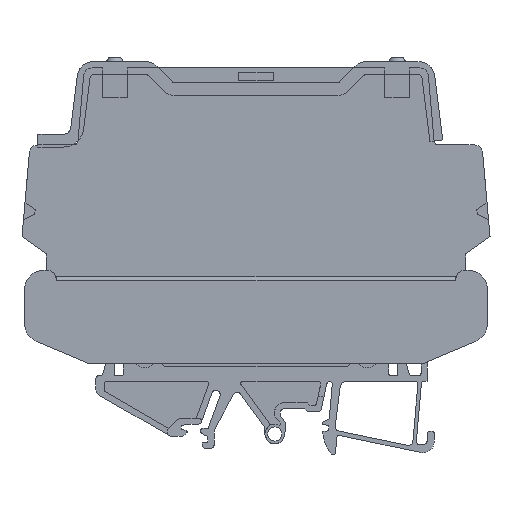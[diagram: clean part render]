
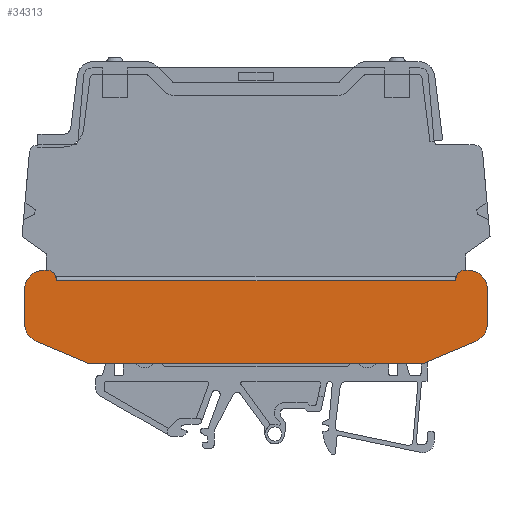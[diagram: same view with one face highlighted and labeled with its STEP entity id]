
A CAD part, left-side view. The second image highlights one B-rep face of the part: STEP entity #34313.
In plain terms, the highlighted planar face has unit normal (-1, 0, 0).
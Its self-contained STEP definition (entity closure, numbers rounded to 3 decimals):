
#33681=AXIS2_PLACEMENT_3D('Circle Axis2P3D',#33679,#33680,$) ;
#33985=AXIS2_PLACEMENT_3D('Circle Axis2P3D',#33983,#33984,$) ;
#34224=AXIS2_PLACEMENT_3D('Plane Axis2P3D',#34221,#34222,#34223) ;
#34228=AXIS2_PLACEMENT_3D('Circle Axis2P3D',#34226,#34227,$) ;
#34242=AXIS2_PLACEMENT_3D('Circle Axis2P3D',#34240,#34241,$) ;
#34277=AXIS2_PLACEMENT_3D('Circle Axis2P3D',#34275,#34276,$) ;
#34291=AXIS2_PLACEMENT_3D('Circle Axis2P3D',#34289,#34290,$) ;
#33640=CARTESIAN_POINT('Line Origine',(0.,99.257,23.884)) ;
#33644=CARTESIAN_POINT('Vertex',(0.,105.458,26.517)) ;
#33646=CARTESIAN_POINT('Vertex',(0.,93.055,21.252)) ;
#33676=CARTESIAN_POINT('Vertex',(0.,108.2,30.659)) ;
#33679=CARTESIAN_POINT('Axis2P3D Location',(0.,103.7,30.659)) ;
#33703=CARTESIAN_POINT('Vertex',(0.,108.2,38.652)) ;
#33718=CARTESIAN_POINT('Line Origine',(0.,108.2,34.656)) ;
#33939=CARTESIAN_POINT('Vertex',(0.,0.,38.652)) ;
#33944=CARTESIAN_POINT('Line Origine',(0.,0.,34.656)) ;
#33948=CARTESIAN_POINT('Vertex',(0.,0.,30.659)) ;
#33980=CARTESIAN_POINT('Vertex',(0.,2.742,26.517)) ;
#33983=CARTESIAN_POINT('Axis2P3D Location',(0.,4.5,30.659)) ;
#34005=CARTESIAN_POINT('Vertex',(0.,15.145,21.252)) ;
#34008=CARTESIAN_POINT('Line Origine',(0.,8.943,23.884)) ;
#34026=CARTESIAN_POINT('Line Origine',(0.,54.1,21.252)) ;
#34221=CARTESIAN_POINT('Axis2P3D Location',(0.,54.1,21.252)) ;
#34226=CARTESIAN_POINT('Axis2P3D Location',(0.,4.5,38.652)) ;
#34230=CARTESIAN_POINT('Vertex',(0.,4.5,43.152)) ;
#34233=CARTESIAN_POINT('Line Origine',(0.,4.925,43.152)) ;
#34237=CARTESIAN_POINT('Vertex',(0.,5.35,43.152)) ;
#34240=CARTESIAN_POINT('Axis2P3D Location',(0.,5.35,41.152)) ;
#34244=CARTESIAN_POINT('Vertex',(0.,7.35,41.152)) ;
#34247=CARTESIAN_POINT('Line Origine',(0.,7.35,40.902)) ;
#34251=CARTESIAN_POINT('Vertex',(0.,7.35,40.652)) ;
#34254=CARTESIAN_POINT('Line Origine',(0.,30.725,40.652)) ;
#34258=CARTESIAN_POINT('Vertex',(0.,54.1,40.652)) ;
#34261=CARTESIAN_POINT('Line Origine',(0.,77.475,40.652)) ;
#34265=CARTESIAN_POINT('Vertex',(0.,100.85,40.652)) ;
#34268=CARTESIAN_POINT('Line Origine',(0.,100.85,40.902)) ;
#34272=CARTESIAN_POINT('Vertex',(0.,100.85,41.152)) ;
#34275=CARTESIAN_POINT('Axis2P3D Location',(0.,102.85,41.152)) ;
#34279=CARTESIAN_POINT('Vertex',(0.,102.85,43.152)) ;
#34282=CARTESIAN_POINT('Line Origine',(0.,103.275,43.152)) ;
#34286=CARTESIAN_POINT('Vertex',(0.,103.7,43.152)) ;
#34289=CARTESIAN_POINT('Axis2P3D Location',(0.,103.7,38.652)) ;
#33641=DIRECTION('Vector Direction',(0.,-0.921,-0.391)) ;
#33680=DIRECTION('Axis2P3D Direction',(1.,0.,0.)) ;
#33719=DIRECTION('Vector Direction',(0.,0.,1.)) ;
#33945=DIRECTION('Vector Direction',(0.,0.,1.)) ;
#33984=DIRECTION('Axis2P3D Direction',(1.,0.,0.)) ;
#34009=DIRECTION('Vector Direction',(0.,0.921,-0.391)) ;
#34027=DIRECTION('Vector Direction',(0.,1.,0.)) ;
#34222=DIRECTION('Axis2P3D Direction',(1.,0.,0.)) ;
#34223=DIRECTION('Axis2P3D XDirection',(0.,1.,0.)) ;
#34227=DIRECTION('Axis2P3D Direction',(1.,0.,0.)) ;
#34234=DIRECTION('Vector Direction',(0.,-1.,0.)) ;
#34241=DIRECTION('Axis2P3D Direction',(1.,0.,0.)) ;
#34248=DIRECTION('Vector Direction',(0.,0.,1.)) ;
#34255=DIRECTION('Vector Direction',(0.,-1.,0.)) ;
#34262=DIRECTION('Vector Direction',(0.,-1.,0.)) ;
#34269=DIRECTION('Vector Direction',(0.,0.,1.)) ;
#34276=DIRECTION('Axis2P3D Direction',(1.,0.,0.)) ;
#34283=DIRECTION('Vector Direction',(0.,-1.,0.)) ;
#34290=DIRECTION('Axis2P3D Direction',(1.,0.,0.)) ;
#33642=VECTOR('Line Direction',#33641,1.) ;
#33720=VECTOR('Line Direction',#33719,1.) ;
#33946=VECTOR('Line Direction',#33945,1.) ;
#34010=VECTOR('Line Direction',#34009,1.) ;
#34028=VECTOR('Line Direction',#34027,1.) ;
#34235=VECTOR('Line Direction',#34234,1.) ;
#34249=VECTOR('Line Direction',#34248,1.) ;
#34256=VECTOR('Line Direction',#34255,1.) ;
#34263=VECTOR('Line Direction',#34262,1.) ;
#34270=VECTOR('Line Direction',#34269,1.) ;
#34284=VECTOR('Line Direction',#34283,1.) ;
#34295=ORIENTED_EDGE('',*,*,#34232,.F.) ;
#34296=ORIENTED_EDGE('',*,*,#34239,.T.) ;
#34297=ORIENTED_EDGE('',*,*,#34246,.T.) ;
#34298=ORIENTED_EDGE('',*,*,#34253,.T.) ;
#34299=ORIENTED_EDGE('',*,*,#34260,.T.) ;
#34300=ORIENTED_EDGE('',*,*,#34267,.T.) ;
#34301=ORIENTED_EDGE('',*,*,#34274,.T.) ;
#34302=ORIENTED_EDGE('',*,*,#34281,.T.) ;
#34303=ORIENTED_EDGE('',*,*,#34288,.T.) ;
#34304=ORIENTED_EDGE('',*,*,#34293,.T.) ;
#34305=ORIENTED_EDGE('',*,*,#33722,.T.) ;
#34306=ORIENTED_EDGE('',*,*,#33683,.F.) ;
#34307=ORIENTED_EDGE('',*,*,#33648,.T.) ;
#34308=ORIENTED_EDGE('',*,*,#34030,.F.) ;
#34309=ORIENTED_EDGE('',*,*,#34012,.F.) ;
#34310=ORIENTED_EDGE('',*,*,#33987,.F.) ;
#34311=ORIENTED_EDGE('',*,*,#33950,.T.) ;
#34313=ADVANCED_FACE('ABSCHLUSSPLATTE_1',(#34312),#34225,.F.) ;
#33682=CIRCLE('generated circle',#33681,4.5) ;
#33986=CIRCLE('generated circle',#33985,4.5) ;
#34229=CIRCLE('generated circle',#34228,4.5) ;
#34243=CIRCLE('generated circle',#34242,2.) ;
#34278=CIRCLE('generated circle',#34277,2.) ;
#34292=CIRCLE('generated circle',#34291,4.5) ;
#33648=EDGE_CURVE('',#33645,#33647,#33643,.T.) ;
#33683=EDGE_CURVE('',#33645,#33677,#33682,.T.) ;
#33722=EDGE_CURVE('',#33704,#33677,#33721,.F.) ;
#33950=EDGE_CURVE('',#33949,#33940,#33947,.T.) ;
#33987=EDGE_CURVE('',#33949,#33981,#33986,.T.) ;
#34012=EDGE_CURVE('',#33981,#34006,#34011,.T.) ;
#34030=EDGE_CURVE('',#34006,#33647,#34029,.T.) ;
#34232=EDGE_CURVE('',#34231,#33940,#34229,.T.) ;
#34239=EDGE_CURVE('',#34231,#34238,#34236,.F.) ;
#34246=EDGE_CURVE('',#34238,#34245,#34243,.F.) ;
#34253=EDGE_CURVE('',#34245,#34252,#34250,.F.) ;
#34260=EDGE_CURVE('',#34252,#34259,#34257,.F.) ;
#34267=EDGE_CURVE('',#34259,#34266,#34264,.F.) ;
#34274=EDGE_CURVE('',#34266,#34273,#34271,.T.) ;
#34281=EDGE_CURVE('',#34273,#34280,#34278,.F.) ;
#34288=EDGE_CURVE('',#34280,#34287,#34285,.F.) ;
#34293=EDGE_CURVE('',#34287,#33704,#34292,.F.) ;
#34294=EDGE_LOOP('',(#34295,#34296,#34297,#34298,#34299,#34300,#34301,#34302,#34303,#34304,#34305,#34306,#34307,#34308,#34309,#34310,#34311)) ;
#34312=FACE_OUTER_BOUND('',#34294,.T.) ;
#33643=LINE('Line',#33640,#33642) ;
#33721=LINE('Line',#33718,#33720) ;
#33947=LINE('Line',#33944,#33946) ;
#34011=LINE('Line',#34008,#34010) ;
#34029=LINE('Line',#34026,#34028) ;
#34236=LINE('Line',#34233,#34235) ;
#34250=LINE('Line',#34247,#34249) ;
#34257=LINE('Line',#34254,#34256) ;
#34264=LINE('Line',#34261,#34263) ;
#34271=LINE('Line',#34268,#34270) ;
#34285=LINE('Line',#34282,#34284) ;
#34225=PLANE('',#34224) ;
#33645=VERTEX_POINT('',#33644) ;
#33647=VERTEX_POINT('',#33646) ;
#33677=VERTEX_POINT('',#33676) ;
#33704=VERTEX_POINT('',#33703) ;
#33940=VERTEX_POINT('',#33939) ;
#33949=VERTEX_POINT('',#33948) ;
#33981=VERTEX_POINT('',#33980) ;
#34006=VERTEX_POINT('',#34005) ;
#34231=VERTEX_POINT('',#34230) ;
#34238=VERTEX_POINT('',#34237) ;
#34245=VERTEX_POINT('',#34244) ;
#34252=VERTEX_POINT('',#34251) ;
#34259=VERTEX_POINT('',#34258) ;
#34266=VERTEX_POINT('',#34265) ;
#34273=VERTEX_POINT('',#34272) ;
#34280=VERTEX_POINT('',#34279) ;
#34287=VERTEX_POINT('',#34286) ;
